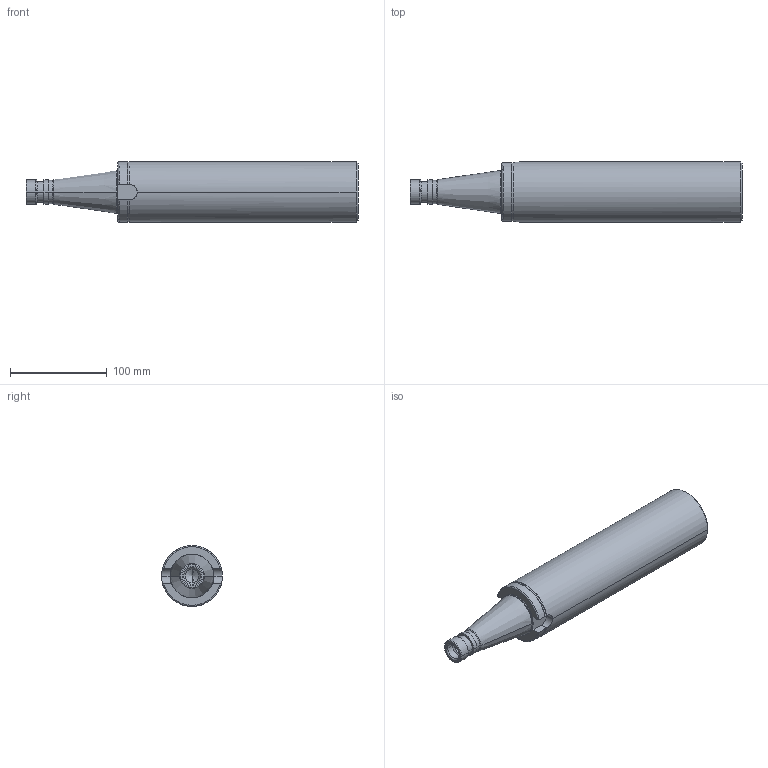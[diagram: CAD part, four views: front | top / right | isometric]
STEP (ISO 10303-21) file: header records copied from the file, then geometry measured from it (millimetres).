
FILE_DESCRIPTION (( 'STEP AP203' ), '1' );
FILE_NAME ('S.D40.1063.250.STEP', '2018-07-06T17:56:35', ( '' ), ( '' ), 'SwSTEP 2.0', 'SolidWorks 2013', '' );
FILE_SCHEMA (( 'CONFIG_CONTROL_DESIGN' ));
Length unit declared in the file: millimetre
Products named in the file (1): S.D40.1063.250
Bounding box: 343.4 x 63 x 63 mm (x, y, z)
Volume: 837601.6 mm3; surface area: 67153 mm2
Topology: 1 solids, 1 shells, 74 faces, 172 edges, 101 vertices
Faces by surface type: torus 24, cylinder 24, plane 16, cone 10
Entity records: 2301 total; most frequent: CARTESIAN_POINT 514, DIRECTION 396, ORIENTED_EDGE 340, EDGE_CURVE 170, AXIS2_PLACEMENT_3D 169, VERTEX_POINT 101, CIRCLE 94, EDGE_LOOP 77
